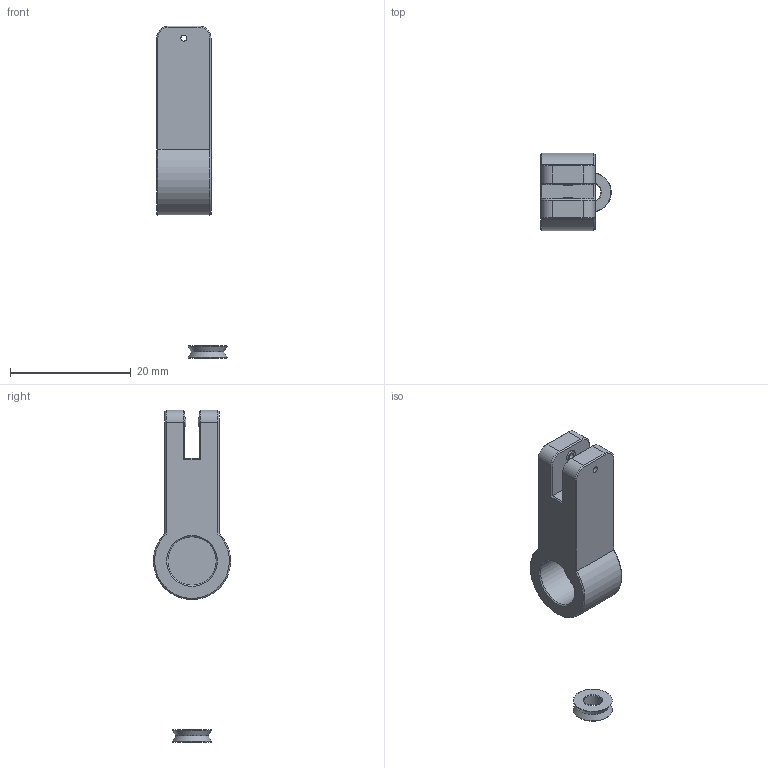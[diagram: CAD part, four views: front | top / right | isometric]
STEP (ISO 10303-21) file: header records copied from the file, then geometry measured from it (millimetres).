
FILE_DESCRIPTION(/* description */ (''),/* implementation_level */ '2;1');
FILE_NAME(/* name */ 'Roller v2.step',/* time_stamp */ '2022-04-24T16:51:49+02:00',/* author */ (''),/* organization */ (''),/* preprocessor_version */ 'ST-DEVELOPER v18.1',/* originating_system */ 'Autodesk Translation Framework v10.14.0.1471',/* authorisation */ '');
FILE_SCHEMA (('AUTOMOTIVE_DESIGN { 1 0 10303 214 3 1 1 }'));
Length unit declared in the file: millimetre
Products named in the file (3): Roller for FPS; Guide Ring; Guide Arm
Assembly tree (2 placements, depth 2):
  Roller for FPS
    Guide Ring
    Guide Arm
Bounding box: 11.68 x 12.76 x 54.97 mm (x, y, z)
Volume: 2113.1 mm3; surface area: 1731 mm2
Topology: 2 solids, 2 shells, 64 faces, 137 edges, 83 vertices
Faces by surface type: plane 31, cone 21, cylinder 12
Full cylindrical faces by diameter (mm): 1 x2, 2 x1, 3 x1, 3.4 x1, 8 x1, 9 x1
Entity records: 1817 total; most frequent: DIRECTION 326, CARTESIAN_POINT 301, ORIENTED_EDGE 274, EDGE_CURVE 137, AXIS2_PLACEMENT_3D 124, VERTEX_POINT 83, LINE 78, VECTOR 78
